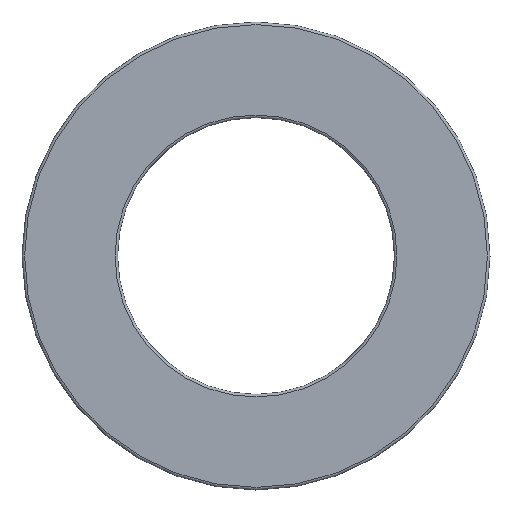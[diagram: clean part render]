
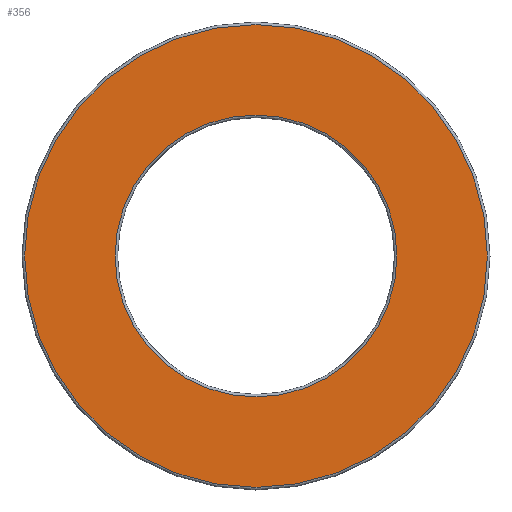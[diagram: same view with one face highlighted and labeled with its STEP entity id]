
A CAD part, left-side view. The second image highlights one B-rep face of the part: STEP entity #356.
In plain terms, the highlighted planar face has unit normal (-1, 0, 0).
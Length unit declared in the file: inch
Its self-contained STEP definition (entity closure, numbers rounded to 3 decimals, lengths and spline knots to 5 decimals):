
#19 = DIRECTION ( 'NONE',  ( 0., 0., 1. ) ) ;
#47 = PLANE ( 'NONE',  #757 ) ;
#53 = CARTESIAN_POINT ( 'NONE',  ( -0.406, 0., 0. ) ) ;
#81 = VERTEX_POINT ( 'NONE', #1188 ) ;
#129 = EDGE_CURVE ( 'NONE', #81, #81, #818, .T. ) ;
#347 = ORIENTED_EDGE ( 'NONE', *, *, #129, .F. ) ;
#356 = ADVANCED_FACE ( 'NONE', ( #1169, #610 ), #47, .F. ) ;
#385 = DIRECTION ( 'NONE',  ( -1., 0., 0. ) ) ;
#432 = EDGE_LOOP ( 'NONE', ( #961 ) ) ;
#610 = FACE_OUTER_BOUND ( 'NONE', #432, .T. ) ;
#618 = VERTEX_POINT ( 'NONE', #1201 ) ;
#696 = CARTESIAN_POINT ( 'NONE',  ( -0.406, 0., 0. ) ) ;
#716 = DIRECTION ( 'NONE',  ( -1., 0., 0. ) ) ;
#757 = AXIS2_PLACEMENT_3D ( 'NONE', #1299, #1406, #848 ) ;
#792 = EDGE_CURVE ( 'NONE', #618, #618, #888, .T. ) ;
#818 = CIRCLE ( 'NONE', #877, 1.0825 ) ;
#848 = DIRECTION ( 'NONE',  ( 0., 0., -1. ) ) ;
#877 = AXIS2_PLACEMENT_3D ( 'NONE', #696, #716, #19 ) ;
#888 = CIRCLE ( 'NONE', #903, 1.77688 ) ;
#903 = AXIS2_PLACEMENT_3D ( 'NONE', #53, #385, #1183 ) ;
#961 = ORIENTED_EDGE ( 'NONE', *, *, #792, .T. ) ;
#1101 = EDGE_LOOP ( 'NONE', ( #347 ) ) ;
#1169 = FACE_BOUND ( 'NONE', #1101, .T. ) ;
#1183 = DIRECTION ( 'NONE',  ( 0., 0., 1. ) ) ;
#1188 = CARTESIAN_POINT ( 'NONE',  ( -0.406, 0., 1.0825 ) ) ;
#1201 = CARTESIAN_POINT ( 'NONE',  ( -0.406, 0., 1.77688 ) ) ;
#1299 = CARTESIAN_POINT ( 'NONE',  ( -0.406, 0., 0. ) ) ;
#1406 = DIRECTION ( 'NONE',  ( 1., 0., 0. ) ) ;
